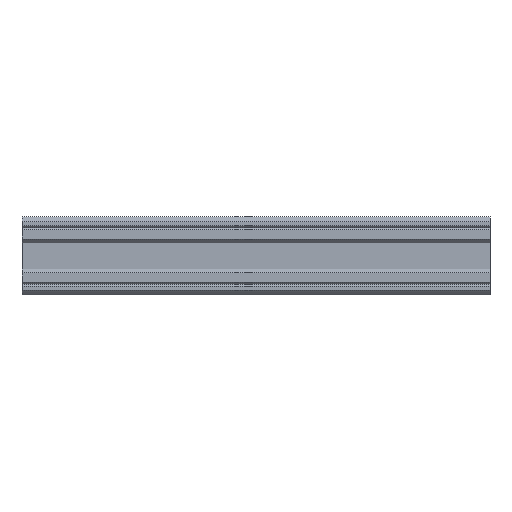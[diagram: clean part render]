
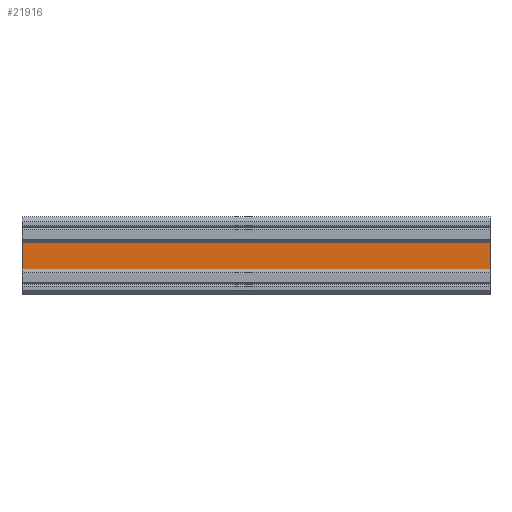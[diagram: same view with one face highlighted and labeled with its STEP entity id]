
A CAD part, left-side view. The second image highlights one B-rep face of the part: STEP entity #21916.
In plain terms, the highlighted planar face has unit normal (-1, 0, 0).
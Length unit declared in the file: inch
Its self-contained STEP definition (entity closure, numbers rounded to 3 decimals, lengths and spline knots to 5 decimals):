
#70 = VERTEX_POINT ( 'NONE', #3495 ) ;
#2228 = VECTOR ( 'NONE', #13415, 39.37008 ) ;
#3327 = AXIS2_PLACEMENT_3D ( 'NONE', #33434, #7337, #23066 ) ;
#3495 = CARTESIAN_POINT ( 'NONE',  ( -0.2145, 0., 0.18217 ) ) ;
#4315 = LINE ( 'NONE', #19340, #23217 ) ;
#5579 = LINE ( 'NONE', #16364, #27387 ) ;
#6240 = ORIENTED_EDGE ( 'NONE', *, *, #7755, .T. ) ;
#6767 = LINE ( 'NONE', #28940, #2228 ) ;
#6900 = DIRECTION ( 'NONE',  ( 0., 0., 1. ) ) ;
#7337 = DIRECTION ( 'NONE',  ( 1., 0., 0. ) ) ;
#7755 = EDGE_CURVE ( 'NONE', #22494, #8228, #5579, .T. ) ;
#8053 = DIRECTION ( 'NONE',  ( 0., -1., 0. ) ) ;
#8228 = VERTEX_POINT ( 'NONE', #17854 ) ;
#9848 = CARTESIAN_POINT ( 'NONE',  ( -0.2145, 4.5, 0.18217 ) ) ;
#11323 = VECTOR ( 'NONE', #23174, 39.37008 ) ;
#13415 = DIRECTION ( 'NONE',  ( 0., 0., 1. ) ) ;
#13513 = CARTESIAN_POINT ( 'NONE',  ( -0.2145, 4.5, 0.18217 ) ) ;
#15611 = EDGE_CURVE ( 'NONE', #8228, #70, #4315, .T. ) ;
#16100 = EDGE_CURVE ( 'NONE', #22494, #30553, #6767, .T. ) ;
#16364 = CARTESIAN_POINT ( 'NONE',  ( -0.2145, 4.5, -0.18217 ) ) ;
#17014 = ORIENTED_EDGE ( 'NONE', *, *, #15611, .T. ) ;
#17401 = ORIENTED_EDGE ( 'NONE', *, *, #19919, .F. ) ;
#17854 = CARTESIAN_POINT ( 'NONE',  ( -0.2145, 0., -0.18217 ) ) ;
#18094 = CARTESIAN_POINT ( 'NONE',  ( -0.2145, 4.5, -0.18217 ) ) ;
#19340 = CARTESIAN_POINT ( 'NONE',  ( -0.2145, 0., 0. ) ) ;
#19919 = EDGE_CURVE ( 'NONE', #30553, #70, #29485, .T. ) ;
#21713 = EDGE_LOOP ( 'NONE', ( #25350, #6240, #17014, #17401 ) ) ;
#21916 = ADVANCED_FACE ( 'NONE', ( #24664 ), #27898, .F. ) ;
#22494 = VERTEX_POINT ( 'NONE', #18094 ) ;
#23066 = DIRECTION ( 'NONE',  ( 0., 0., -1. ) ) ;
#23174 = DIRECTION ( 'NONE',  ( 0., -1., 0. ) ) ;
#23217 = VECTOR ( 'NONE', #6900, 39.37008 ) ;
#24664 = FACE_OUTER_BOUND ( 'NONE', #21713, .T. ) ;
#25350 = ORIENTED_EDGE ( 'NONE', *, *, #16100, .F. ) ;
#27387 = VECTOR ( 'NONE', #8053, 39.37008 ) ;
#27898 = PLANE ( 'NONE',  #3327 ) ;
#28940 = CARTESIAN_POINT ( 'NONE',  ( -0.2145, 4.5, 0. ) ) ;
#29485 = LINE ( 'NONE', #9848, #11323 ) ;
#30553 = VERTEX_POINT ( 'NONE', #13513 ) ;
#33434 = CARTESIAN_POINT ( 'NONE',  ( -0.2145, 4.66603, 0. ) ) ;
